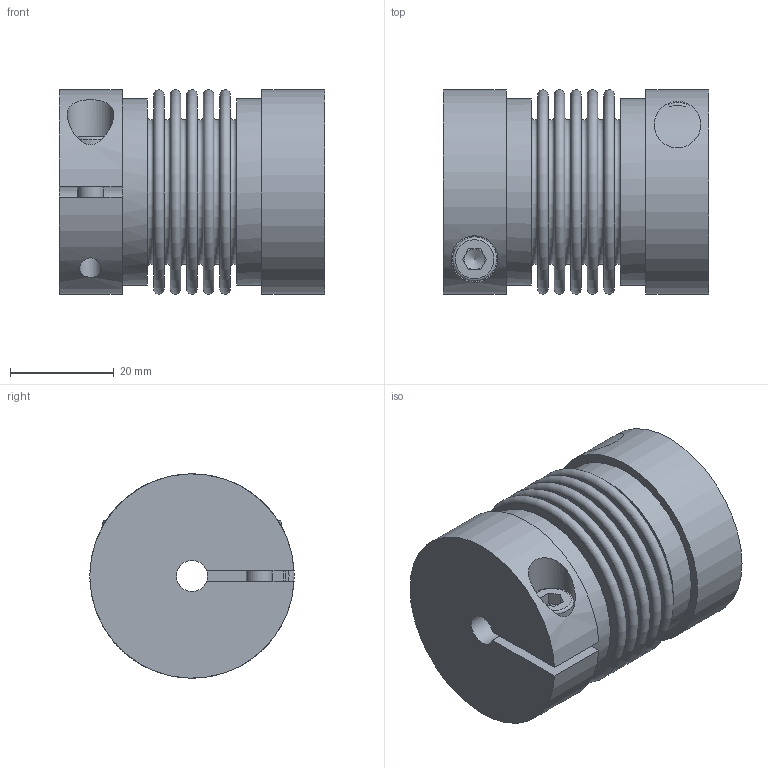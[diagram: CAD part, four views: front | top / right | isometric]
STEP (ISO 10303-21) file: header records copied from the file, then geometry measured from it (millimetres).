
FILE_DESCRIPTION( ( 'Unknown' ), '1' );
FILE_NAME( 'MKP 12.stp', 'Unknown', ( 'Unknown' ), ( 'Unknown' ), 'PSStep 10.1', 'Unknown', ' ' );
FILE_SCHEMA( ( 'AUTOMOTIVE_DESIGN { 1 0 10303 214 1 1 1 1 }' ) );
Length unit declared in the file: millimetre
Products named in the file (1): MKP 12
Bounding box: 51.2 x 39.5 x 39.5 mm (x, y, z)
Volume: 39274.8 mm3; surface area: 26313.9 mm2
Topology: 1 solids, 2 shells, 113 faces, 230 edges, 148 vertices
Faces by surface type: plane 68, torus 24, cylinder 19, cone 2
Full cylindrical faces by diameter (mm): 4.2 x2, 5 x2, 5.5 x2, 8.5 x2, 9 x2, 36 x2
Entity records: 4384 total; most frequent: CARTESIAN_POINT 1243, DIRECTION 494, ORIENTED_EDGE 356, AXIS2_PLACEMENT_3D 207, EDGE_LOOP 184, EDGE_CURVE 178, FACE_OUTER_BOUND 148, VERTEX_POINT 136
